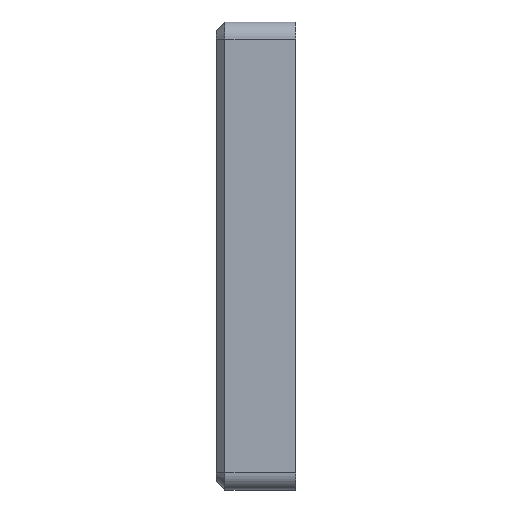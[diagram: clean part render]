
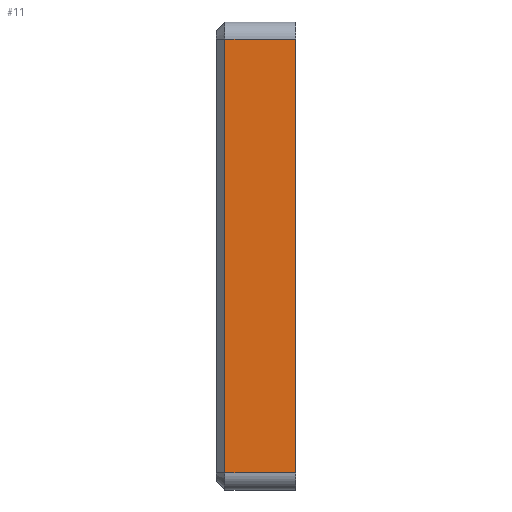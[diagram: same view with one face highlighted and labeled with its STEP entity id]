
A CAD part, left-side view. The second image highlights one B-rep face of the part: STEP entity #11.
In plain terms, the highlighted planar face has unit normal (-1, 0, 0).
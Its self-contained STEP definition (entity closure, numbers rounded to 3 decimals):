
#8 = DIRECTION ( 'NONE',  ( -1., 0., 0. ) ) ;
#11 = ADVANCED_FACE ( 'NONE', ( #752 ), #1153, .T. ) ;
#67 = VERTEX_POINT ( 'NONE', #3584 ) ;
#100 = ORIENTED_EDGE ( 'NONE', *, *, #980, .T. ) ;
#196 = LINE ( 'NONE', #2997, #1113 ) ;
#404 = DIRECTION ( 'NONE',  ( 0., 0., 1. ) ) ;
#446 = VECTOR ( 'NONE', #1930, 1000. ) ;
#507 = LINE ( 'NONE', #4050, #446 ) ;
#556 = VERTEX_POINT ( 'NONE', #2323 ) ;
#733 = LINE ( 'NONE', #2464, #1382 ) ;
#752 = FACE_OUTER_BOUND ( 'NONE', #1679, .T. ) ;
#980 = EDGE_CURVE ( 'NONE', #556, #3695, #3013, .T. ) ;
#1113 = VECTOR ( 'NONE', #1224, 1000. ) ;
#1153 = PLANE ( 'NONE',  #3986 ) ;
#1224 = DIRECTION ( 'NONE',  ( 0., -1., 0. ) ) ;
#1226 = VECTOR ( 'NONE', #3655, 1000. ) ;
#1382 = VECTOR ( 'NONE', #2485, 1000. ) ;
#1500 = CARTESIAN_POINT ( 'NONE',  ( -33.124, -9.3, -22.107 ) ) ;
#1518 = EDGE_CURVE ( 'NONE', #67, #556, #507, .T. ) ;
#1578 = CARTESIAN_POINT ( 'NONE',  ( -33.124, -9.3, -20.107 ) ) ;
#1679 = EDGE_LOOP ( 'NONE', ( #2190, #4405, #100, #2475 ) ) ;
#1930 = DIRECTION ( 'NONE',  ( 0., 1., 0. ) ) ;
#2190 = ORIENTED_EDGE ( 'NONE', *, *, #2426, .T. ) ;
#2217 = CARTESIAN_POINT ( 'NONE',  ( -33.124, -1., -22.107 ) ) ;
#2323 = CARTESIAN_POINT ( 'NONE',  ( -33.124, -1., 30.813 ) ) ;
#2426 = EDGE_CURVE ( 'NONE', #3614, #67, #733, .T. ) ;
#2464 = CARTESIAN_POINT ( 'NONE',  ( -33.124, -9.3, -22.107 ) ) ;
#2475 = ORIENTED_EDGE ( 'NONE', *, *, #2861, .T. ) ;
#2485 = DIRECTION ( 'NONE',  ( 0., 0., 1. ) ) ;
#2861 = EDGE_CURVE ( 'NONE', #3695, #3614, #196, .T. ) ;
#2997 = CARTESIAN_POINT ( 'NONE',  ( -33.124, -9.3, -20.107 ) ) ;
#3013 = LINE ( 'NONE', #2217, #1226 ) ;
#3584 = CARTESIAN_POINT ( 'NONE',  ( -33.124, -9.3, 30.813 ) ) ;
#3614 = VERTEX_POINT ( 'NONE', #1578 ) ;
#3655 = DIRECTION ( 'NONE',  ( 0., 0., -1. ) ) ;
#3695 = VERTEX_POINT ( 'NONE', #3766 ) ;
#3766 = CARTESIAN_POINT ( 'NONE',  ( -33.124, -1., -20.107 ) ) ;
#3986 = AXIS2_PLACEMENT_3D ( 'NONE', #1500, #8, #404 ) ;
#4050 = CARTESIAN_POINT ( 'NONE',  ( -33.124, -9.3, 30.813 ) ) ;
#4405 = ORIENTED_EDGE ( 'NONE', *, *, #1518, .T. ) ;
